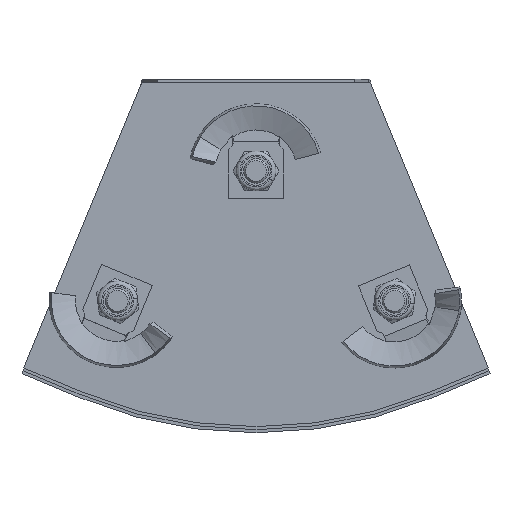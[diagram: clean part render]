
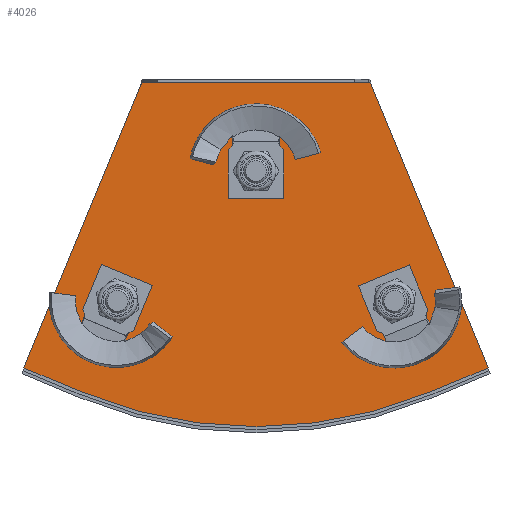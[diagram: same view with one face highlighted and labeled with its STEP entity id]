
A CAD part, front view. The second image highlights one B-rep face of the part: STEP entity #4026.
In plain terms, the highlighted planar face has unit normal (0, -1, 0).
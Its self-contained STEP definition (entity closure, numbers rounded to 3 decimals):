
#19 = ORIENTED_EDGE ( 'NONE', *, *, #6544, .F. ) ;
#48 = CIRCLE ( 'NONE', #282, 8.25 ) ;
#73 = AXIS2_PLACEMENT_3D ( 'NONE', #3650, #792, #7215 ) ;
#80 = DIRECTION ( 'NONE',  ( 1., 0., 0. ) ) ;
#83 = CARTESIAN_POINT ( 'NONE',  ( -37.56, -1., -12.986 ) ) ;
#87 = CARTESIAN_POINT ( 'NONE',  ( 45.248, -1., -75.54 ) ) ;
#117 = DIRECTION ( 'NONE',  ( 0., 1., 0. ) ) ;
#205 = CIRCLE ( 'NONE', #6905, 8.25 ) ;
#246 = CARTESIAN_POINT ( 'NONE',  ( 56.734, -1., -113.668 ) ) ;
#282 = AXIS2_PLACEMENT_3D ( 'NONE', #4373, #346, #6742 ) ;
#328 = EDGE_CURVE ( 'NONE', #2602, #6994, #1565, .T. ) ;
#346 = DIRECTION ( 'NONE',  ( 0., 1., 0. ) ) ;
#384 = VECTOR ( 'NONE', #80, 1000. ) ;
#443 = CARTESIAN_POINT ( 'NONE',  ( 37.56, -1., -12.986 ) ) ;
#541 = VERTEX_POINT ( 'NONE', #2062 ) ;
#607 = CARTESIAN_POINT ( 'NONE',  ( 0., -1., -33.05 ) ) ;
#725 = DIRECTION ( 'NONE',  ( 0., 0., 1. ) ) ;
#727 = ORIENTED_EDGE ( 'NONE', *, *, #5482, .T. ) ;
#728 = CARTESIAN_POINT ( 'NONE',  ( -56.734, -1., -113.668 ) ) ;
#738 = LINE ( 'NONE', #3795, #1456 ) ;
#792 = DIRECTION ( 'NONE',  ( 0., 1., 0. ) ) ;
#846 = EDGE_CURVE ( 'NONE', #5842, #5604, #5025, .T. ) ;
#939 = FACE_BOUND ( 'NONE', #6737, .T. ) ;
#1123 = FACE_BOUND ( 'NONE', #4088, .T. ) ;
#1135 = CARTESIAN_POINT ( 'NONE',  ( -45.248, -1., -92.04 ) ) ;
#1146 = VERTEX_POINT ( 'NONE', #6165 ) ;
#1268 = CARTESIAN_POINT ( 'NONE',  ( -37.279, -1., -12.304 ) ) ;
#1275 = AXIS2_PLACEMENT_3D ( 'NONE', #3714, #4915, #5911 ) ;
#1317 = EDGE_LOOP ( 'NONE', ( #4986, #2292, #7390, #4925, #6869, #7085, #19, #3630 ) ) ;
#1322 = AXIS2_PLACEMENT_3D ( 'NONE', #5621, #3168, #3785 ) ;
#1410 = VERTEX_POINT ( 'NONE', #4654 ) ;
#1417 = CARTESIAN_POINT ( 'NONE',  ( 45.248, -1., -83.79 ) ) ;
#1456 = VECTOR ( 'NONE', #7342, 1000. ) ;
#1462 = CARTESIAN_POINT ( 'NONE',  ( 75.956, -1., -105.722 ) ) ;
#1547 = CARTESIAN_POINT ( 'NONE',  ( 37.75, -1., -13.304 ) ) ;
#1565 = CIRCLE ( 'NONE', #2011, 8.25 ) ;
#1643 = CIRCLE ( 'NONE', #1322, 148.5 ) ;
#1690 = DIRECTION ( 'NONE',  ( 0., 0., 1. ) ) ;
#1703 = VERTEX_POINT ( 'NONE', #3778 ) ;
#1746 = B_SPLINE_CURVE_WITH_KNOTS ( 'NONE', 3,
 ( #1547, #3290, #443, #6304, #7395, #3877 ),
 .UNSPECIFIED., .F., .F.,
 ( 4, 2, 4 ),
 ( 0., 0.001, 0.001 ),
 .UNSPECIFIED. ) ;
#1778 = EDGE_CURVE ( 'NONE', #3485, #1410, #2719, .T. ) ;
#1911 = DIRECTION ( 'NONE',  ( 0., 1., 0. ) ) ;
#2011 = AXIS2_PLACEMENT_3D ( 'NONE', #1417, #1911, #6656 ) ;
#2062 = CARTESIAN_POINT ( 'NONE',  ( 37.75, -1., -13.304 ) ) ;
#2201 = FACE_BOUND ( 'NONE', #3400, .T. ) ;
#2292 = ORIENTED_EDGE ( 'NONE', *, *, #846, .F. ) ;
#2389 = CARTESIAN_POINT ( 'NONE',  ( -37.399, -1., -12.655 ) ) ;
#2408 = EDGE_CURVE ( 'NONE', #5842, #7527, #3419, .T. ) ;
#2585 = VERTEX_POINT ( 'NONE', #246 ) ;
#2602 = VERTEX_POINT ( 'NONE', #3166 ) ;
#2664 = DIRECTION ( 'NONE',  ( 0., 1., 0. ) ) ;
#2684 = CARTESIAN_POINT ( 'NONE',  ( -37.75, -1., -13.304 ) ) ;
#2702 = DIRECTION ( 'NONE',  ( 0., 0., 1. ) ) ;
#2719 = LINE ( 'NONE', #728, #4563 ) ;
#2724 = ORIENTED_EDGE ( 'NONE', *, *, #3043, .T. ) ;
#2809 = CARTESIAN_POINT ( 'NONE',  ( 0., -1., 23.567 ) ) ;
#2839 = CARTESIAN_POINT ( 'NONE',  ( 0., -1., -12.304 ) ) ;
#2891 = AXIS2_PLACEMENT_3D ( 'NONE', #2809, #6317, #1690 ) ;
#3043 = EDGE_CURVE ( 'NONE', #1146, #6888, #4764, .T. ) ;
#3152 = CARTESIAN_POINT ( 'NONE',  ( -45.248, -1., -75.54 ) ) ;
#3166 = CARTESIAN_POINT ( 'NONE',  ( 45.248, -1., -92.04 ) ) ;
#3168 = DIRECTION ( 'NONE',  ( 0., 1., 0. ) ) ;
#3215 = CARTESIAN_POINT ( 'NONE',  ( -37.279, -1., -12.304 ) ) ;
#3290 = CARTESIAN_POINT ( 'NONE',  ( 37.655, -1., -13.145 ) ) ;
#3400 = EDGE_LOOP ( 'NONE', ( #4672, #6843 ) ) ;
#3419 = B_SPLINE_CURVE_WITH_KNOTS ( 'NONE', 3,
 ( #1268, #7117, #2389, #83, #4741, #3601 ),
 .UNSPECIFIED., .F., .F.,
 ( 4, 2, 4 ),
 ( 0., 0.001, 0.001 ),
 .UNSPECIFIED. ) ;
#3485 = VERTEX_POINT ( 'NONE', #6866 ) ;
#3560 = CIRCLE ( 'NONE', #1275, 8.25 ) ;
#3578 = ORIENTED_EDGE ( 'NONE', *, *, #4987, .T. ) ;
#3601 = CARTESIAN_POINT ( 'NONE',  ( -37.75, -1., -13.304 ) ) ;
#3630 = ORIENTED_EDGE ( 'NONE', *, *, #6531, .F. ) ;
#3650 = CARTESIAN_POINT ( 'NONE',  ( -45.248, -1., -83.79 ) ) ;
#3714 = CARTESIAN_POINT ( 'NONE',  ( -45.248, -1., -83.79 ) ) ;
#3778 = CARTESIAN_POINT ( 'NONE',  ( 75.956, -1., -105.722 ) ) ;
#3785 = DIRECTION ( 'NONE',  ( 0., 0., 1. ) ) ;
#3795 = CARTESIAN_POINT ( 'NONE',  ( 32.25, -1., 0. ) ) ;
#3811 = VECTOR ( 'NONE', #6766, 1000. ) ;
#3860 = EDGE_CURVE ( 'NONE', #6994, #2602, #48, .T. ) ;
#3869 = VERTEX_POINT ( 'NONE', #3152 ) ;
#3877 = CARTESIAN_POINT ( 'NONE',  ( 37.279, -1., -12.304 ) ) ;
#4015 = FACE_OUTER_BOUND ( 'NONE', #1317, .T. ) ;
#4020 = PLANE ( 'NONE',  #2891 ) ;
#4026 = ADVANCED_FACE ( 'NONE', ( #4015, #1123, #2201, #939 ), #4020, .F. ) ;
#4088 = EDGE_LOOP ( 'NONE', ( #6966, #3578 ) ) ;
#4279 = DIRECTION ( 'NONE',  ( 0.382, 0., 0.924 ) ) ;
#4373 = CARTESIAN_POINT ( 'NONE',  ( 45.248, -1., -83.79 ) ) ;
#4398 = EDGE_CURVE ( 'NONE', #541, #5604, #1746, .T. ) ;
#4553 = LINE ( 'NONE', #1462, #3811 ) ;
#4563 = VECTOR ( 'NONE', #7184, 1000. ) ;
#4654 = CARTESIAN_POINT ( 'NONE',  ( -75.956, -1., -105.722 ) ) ;
#4672 = ORIENTED_EDGE ( 'NONE', *, *, #3860, .T. ) ;
#4741 = CARTESIAN_POINT ( 'NONE',  ( -37.655, -1., -13.145 ) ) ;
#4764 = CIRCLE ( 'NONE', #5421, 8.25 ) ;
#4915 = DIRECTION ( 'NONE',  ( 0., 1., 0. ) ) ;
#4925 = ORIENTED_EDGE ( 'NONE', *, *, #6415, .F. ) ;
#4986 = ORIENTED_EDGE ( 'NONE', *, *, #4398, .T. ) ;
#4987 = EDGE_CURVE ( 'NONE', #5303, #3869, #3560, .T. ) ;
#5025 = LINE ( 'NONE', #2839, #384 ) ;
#5053 = EDGE_CURVE ( 'NONE', #2585, #3485, #1643, .T. ) ;
#5303 = VERTEX_POINT ( 'NONE', #1135 ) ;
#5385 = CARTESIAN_POINT ( 'NONE',  ( 0., -1., -41.3 ) ) ;
#5393 = VECTOR ( 'NONE', #4279, 1000. ) ;
#5421 = AXIS2_PLACEMENT_3D ( 'NONE', #6786, #2664, #2702 ) ;
#5482 = EDGE_CURVE ( 'NONE', #6888, #1146, #205, .T. ) ;
#5535 = CARTESIAN_POINT ( 'NONE',  ( -75.956, -1., -105.722 ) ) ;
#5604 = VERTEX_POINT ( 'NONE', #7272 ) ;
#5621 = CARTESIAN_POINT ( 'NONE',  ( 0., -1., 23.567 ) ) ;
#5842 = VERTEX_POINT ( 'NONE', #3215 ) ;
#5911 = DIRECTION ( 'NONE',  ( 0., 0., 1. ) ) ;
#5940 = CIRCLE ( 'NONE', #73, 8.25 ) ;
#6165 = CARTESIAN_POINT ( 'NONE',  ( 0., -1., -49.55 ) ) ;
#6304 = CARTESIAN_POINT ( 'NONE',  ( 37.399, -1., -12.655 ) ) ;
#6317 = DIRECTION ( 'NONE',  ( 0., 1., 0. ) ) ;
#6343 = EDGE_CURVE ( 'NONE', #3869, #5303, #5940, .T. ) ;
#6396 = LINE ( 'NONE', #5535, #5393 ) ;
#6415 = EDGE_CURVE ( 'NONE', #1410, #7527, #6396, .T. ) ;
#6531 = EDGE_CURVE ( 'NONE', #541, #1703, #738, .T. ) ;
#6544 = EDGE_CURVE ( 'NONE', #1703, #2585, #4553, .T. ) ;
#6656 = DIRECTION ( 'NONE',  ( 0., 0., 1. ) ) ;
#6737 = EDGE_LOOP ( 'NONE', ( #727, #2724 ) ) ;
#6742 = DIRECTION ( 'NONE',  ( 0., 0., 1. ) ) ;
#6766 = DIRECTION ( 'NONE',  ( -0.924, 0., -0.382 ) ) ;
#6786 = CARTESIAN_POINT ( 'NONE',  ( 0., -1., -41.3 ) ) ;
#6843 = ORIENTED_EDGE ( 'NONE', *, *, #328, .T. ) ;
#6866 = CARTESIAN_POINT ( 'NONE',  ( -56.734, -1., -113.668 ) ) ;
#6869 = ORIENTED_EDGE ( 'NONE', *, *, #1778, .F. ) ;
#6888 = VERTEX_POINT ( 'NONE', #607 ) ;
#6905 = AXIS2_PLACEMENT_3D ( 'NONE', #5385, #117, #725 ) ;
#6966 = ORIENTED_EDGE ( 'NONE', *, *, #6343, .T. ) ;
#6994 = VERTEX_POINT ( 'NONE', #87 ) ;
#7085 = ORIENTED_EDGE ( 'NONE', *, *, #5053, .F. ) ;
#7117 = CARTESIAN_POINT ( 'NONE',  ( -37.333, -1., -12.482 ) ) ;
#7184 = DIRECTION ( 'NONE',  ( -0.924, 0., 0.382 ) ) ;
#7215 = DIRECTION ( 'NONE',  ( 0., 0., 1. ) ) ;
#7272 = CARTESIAN_POINT ( 'NONE',  ( 37.279, -1., -12.304 ) ) ;
#7342 = DIRECTION ( 'NONE',  ( 0.382, 0., -0.924 ) ) ;
#7390 = ORIENTED_EDGE ( 'NONE', *, *, #2408, .T. ) ;
#7395 = CARTESIAN_POINT ( 'NONE',  ( 37.333, -1., -12.482 ) ) ;
#7527 = VERTEX_POINT ( 'NONE', #2684 ) ;
